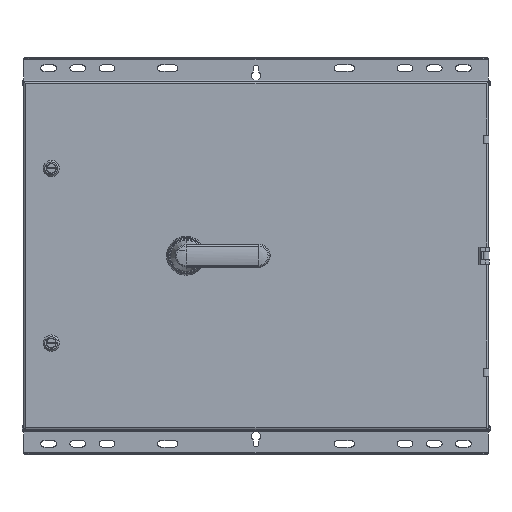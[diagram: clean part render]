
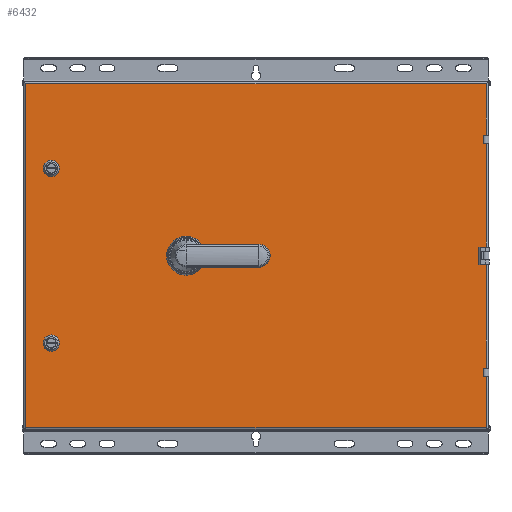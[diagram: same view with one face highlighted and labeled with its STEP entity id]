
A CAD part, top view. The second image highlights one B-rep face of the part: STEP entity #6432.
In plain terms, the highlighted planar face has unit normal (0, 0, 1).
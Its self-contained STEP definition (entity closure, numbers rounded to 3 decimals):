
#85=DIRECTION('',(1.,0.,0.));
#86=VECTOR('',#85,5.62);
#87=CARTESIAN_POINT('',(174.354,42.104,159.5));
#88=LINE('',#87,#86);
#117=DIRECTION('',(0.,1.,0.));
#118=VECTOR('',#117,178.);
#119=CARTESIAN_POINT('',(179.974,-135.896,159.5));
#120=LINE('',#119,#118);
#121=DIRECTION('',(0.,1.,0.));
#122=VECTOR('',#121,178.);
#123=CARTESIAN_POINT('',(179.974,-343.896,159.5));
#124=LINE('',#123,#122);
#125=DIRECTION('',(0.,1.,0.));
#126=VECTOR('',#125,88.62);
#127=CARTESIAN_POINT('',(179.974,-446.516,159.5));
#128=LINE('',#127,#126);
#129=DIRECTION('',(1.,0.,0.));
#130=VECTOR('',#129,791.24);
#131=CARTESIAN_POINT('',(-611.266,-446.516,159.5));
#132=LINE('',#131,#130);
#133=DIRECTION('',(0.,-1.,0.));
#134=VECTOR('',#133,591.24);
#135=CARTESIAN_POINT('',(-611.266,144.724,159.5));
#136=LINE('',#135,#134);
#137=DIRECTION('',(-1.,0.,0.));
#138=VECTOR('',#137,791.24);
#139=CARTESIAN_POINT('',(179.974,144.724,159.5));
#140=LINE('',#139,#138);
#141=DIRECTION('',(0.,1.,0.));
#142=VECTOR('',#141,88.62);
#143=CARTESIAN_POINT('',(179.974,56.104,159.5));
#144=LINE('',#143,#142);
#217=DIRECTION('',(1.,0.,0.));
#218=VECTOR('',#217,5.62);
#219=CARTESIAN_POINT('',(174.354,56.104,159.5));
#220=LINE('',#219,#218);
#425=DIRECTION('',(1.,0.,0.));
#426=VECTOR('',#425,5.62);
#427=CARTESIAN_POINT('',(174.354,-357.896,159.5));
#428=LINE('',#427,#426);
#457=DIRECTION('',(0.,-1.,0.));
#458=VECTOR('',#457,14.);
#459=CARTESIAN_POINT('',(174.354,-343.896,159.5));
#460=LINE('',#459,#458);
#469=DIRECTION('',(1.,0.,0.));
#470=VECTOR('',#469,5.62);
#471=CARTESIAN_POINT('',(174.354,-343.896,159.5));
#472=LINE('',#471,#470);
#527=DIRECTION('',(1.,0.,0.));
#528=VECTOR('',#527,12.82);
#529=CARTESIAN_POINT('',(167.154,-165.896,159.5));
#530=LINE('',#529,#528);
#561=DIRECTION('',(0.,1.,0.));
#562=VECTOR('',#561,30.);
#563=CARTESIAN_POINT('',(167.154,-165.896,159.5));
#564=LINE('',#563,#562);
#586=DIRECTION('',(1.,0.,0.));
#587=VECTOR('',#586,12.82);
#588=CARTESIAN_POINT('',(167.154,-135.896,159.5));
#589=LINE('',#588,#587);
#1331=DIRECTION('',(0.,-1.,0.));
#1332=VECTOR('',#1331,14.);
#1333=CARTESIAN_POINT('',(174.354,56.104,159.5));
#1334=LINE('',#1333,#1332);
#3801=CARTESIAN_POINT('',(-567.146,-0.896,
159.5));
#3802=DIRECTION('',(0.,0.,1.));
#3803=DIRECTION('',(0.,-1.,0.));
#3804=AXIS2_PLACEMENT_3D('',#3801,#3802,#3803);
#3810=CARTESIAN_POINT('',(-567.146,-0.896,
159.5));
#3811=DIRECTION('',(0.,0.,1.));
#3812=DIRECTION('',(0.,1.,0.));
#3813=AXIS2_PLACEMENT_3D('',#3810,#3811,#3812);
#3927=CARTESIAN_POINT('',(-567.146,-300.896,
159.5));
#3928=DIRECTION('',(0.,0.,1.));
#3929=DIRECTION('',(0.,-1.,0.));
#3930=AXIS2_PLACEMENT_3D('',#3927,#3928,#3929);
#3936=CARTESIAN_POINT('',(-567.146,-300.896,
159.5));
#3937=DIRECTION('',(0.,0.,1.));
#3938=DIRECTION('',(0.,1.,0.));
#3939=AXIS2_PLACEMENT_3D('',#3936,#3937,#3938);
#4053=CARTESIAN_POINT('',(-335.646,-150.898,
159.5));
#4054=DIRECTION('',(0.,0.,1.));
#4055=DIRECTION('',(0.,-1.,0.));
#4056=AXIS2_PLACEMENT_3D('',#4053,#4054,#4055);
#4062=CARTESIAN_POINT('',(-335.646,-150.898,
159.5));
#4063=DIRECTION('',(0.,0.,1.));
#4064=DIRECTION('',(0.,1.,0.));
#4065=AXIS2_PLACEMENT_3D('',#4062,#4063,#4064);
#5968=CARTESIAN_POINT('',(-611.266,-446.516,
159.5));
#5969=CARTESIAN_POINT('',(179.974,-446.516,159.5));
#5970=VERTEX_POINT('',#5968);
#5971=VERTEX_POINT('',#5969);
#5980=CARTESIAN_POINT('',(179.974,144.724,159.5));
#5981=CARTESIAN_POINT('',(-611.266,144.724,159.5));
#5982=VERTEX_POINT('',#5980);
#5983=VERTEX_POINT('',#5981);
#6064=CARTESIAN_POINT('',(174.354,42.104,159.5));
#6065=CARTESIAN_POINT('',(179.974,42.104,159.5));
#6066=VERTEX_POINT('',#6064);
#6067=VERTEX_POINT('',#6065);
#6076=CARTESIAN_POINT('',(174.354,56.104,159.5));
#6077=VERTEX_POINT('',#6076);
#6080=CARTESIAN_POINT('',(179.974,56.104,159.5));
#6081=VERTEX_POINT('',#6080);
#6128=CARTESIAN_POINT('',(167.154,-135.896,159.5));
#6129=CARTESIAN_POINT('',(179.974,-135.896,159.5));
#6130=VERTEX_POINT('',#6128);
#6131=VERTEX_POINT('',#6129);
#6132=CARTESIAN_POINT('',(167.154,-165.896,159.5));
#6133=VERTEX_POINT('',#6132);
#6134=CARTESIAN_POINT('',(179.974,-165.896,159.5));
#6135=VERTEX_POINT('',#6134);
#6148=CARTESIAN_POINT('',(174.354,-357.896,159.5));
#6149=CARTESIAN_POINT('',(179.974,-357.896,159.5));
#6150=VERTEX_POINT('',#6148);
#6151=VERTEX_POINT('',#6149);
#6160=CARTESIAN_POINT('',(174.354,-343.896,159.5));
#6161=VERTEX_POINT('',#6160);
#6164=CARTESIAN_POINT('',(179.974,-343.896,159.5));
#6165=VERTEX_POINT('',#6164);
#6172=CARTESIAN_POINT('',(-567.146,-14.958,
159.5));
#6173=CARTESIAN_POINT('',(-567.146,13.167,159.5));
#6174=VERTEX_POINT('',#6172);
#6175=VERTEX_POINT('',#6173);
#6176=CARTESIAN_POINT('',(-567.146,-314.958,
159.5));
#6177=CARTESIAN_POINT('',(-567.146,-286.833,
159.5));
#6178=VERTEX_POINT('',#6176);
#6179=VERTEX_POINT('',#6177);
#6196=CARTESIAN_POINT('',(-335.646,-184.212,
159.5));
#6197=CARTESIAN_POINT('',(-335.646,-117.584,
159.5));
#6198=VERTEX_POINT('',#6196);
#6199=VERTEX_POINT('',#6197);
#6376=CARTESIAN_POINT('',(-215.646,-150.896,
159.5));
#6377=DIRECTION('',(0.,0.,1.));
#6378=DIRECTION('',(1.,0.,0.));
#6379=AXIS2_PLACEMENT_3D('',#6376,#6377,#6378);
#6380=PLANE('',#6379);
#6381=ORIENTED_EDGE('',*,*,#6345,.T.);
#6383=ORIENTED_EDGE('',*,*,#6382,.F.);
#6385=ORIENTED_EDGE('',*,*,#6384,.F.);
#6387=ORIENTED_EDGE('',*,*,#6386,.F.);
#6389=ORIENTED_EDGE('',*,*,#6388,.T.);
#6391=ORIENTED_EDGE('',*,*,#6390,.F.);
#6393=ORIENTED_EDGE('',*,*,#6392,.F.);
#6395=ORIENTED_EDGE('',*,*,#6394,.T.);
#6397=ORIENTED_EDGE('',*,*,#6396,.T.);
#6399=ORIENTED_EDGE('',*,*,#6398,.F.);
#6401=ORIENTED_EDGE('',*,*,#6400,.F.);
#6403=ORIENTED_EDGE('',*,*,#6402,.F.);
#6405=ORIENTED_EDGE('',*,*,#6404,.F.);
#6407=ORIENTED_EDGE('',*,*,#6406,.F.);
#6409=ORIENTED_EDGE('',*,*,#6408,.F.);
#6411=ORIENTED_EDGE('',*,*,#6410,.T.);
#6412=EDGE_LOOP('',(#6381,#6383,#6385,#6387,#6389,#6391,#6393,#6395,#6397,#6399,
#6401,#6403,#6405,#6407,#6409,#6411));
#6413=FACE_OUTER_BOUND('',#6412,.F.);
#6415=ORIENTED_EDGE('',*,*,#6414,.T.);
#6417=ORIENTED_EDGE('',*,*,#6416,.T.);
#6418=EDGE_LOOP('',(#6415,#6417));
#6419=FACE_BOUND('',#6418,.F.);
#6421=ORIENTED_EDGE('',*,*,#6420,.T.);
#6423=ORIENTED_EDGE('',*,*,#6422,.T.);
#6424=EDGE_LOOP('',(#6421,#6423));
#6425=FACE_BOUND('',#6424,.F.);
#6427=ORIENTED_EDGE('',*,*,#6426,.T.);
#6429=ORIENTED_EDGE('',*,*,#6428,.T.);
#6430=EDGE_LOOP('',(#6427,#6429));
#6431=FACE_BOUND('',#6430,.F.);
#6432=ADVANCED_FACE('',(#6413,#6419,#6425,#6431),#6380,.T.);
#3805=CIRCLE('',#3804,14.063);
#3814=CIRCLE('',#3813,14.063);
#3931=CIRCLE('',#3930,14.063);
#3940=CIRCLE('',#3939,14.063);
#4057=CIRCLE('',#4056,33.314);
#4066=CIRCLE('',#4065,33.314);
#6345=EDGE_CURVE('',#6066,#6067,#88,.T.);
#6382=EDGE_CURVE('',#6131,#6067,#120,.T.);
#6384=EDGE_CURVE('',#6130,#6131,#589,.T.);
#6386=EDGE_CURVE('',#6133,#6130,#564,.T.);
#6388=EDGE_CURVE('',#6133,#6135,#530,.T.);
#6390=EDGE_CURVE('',#6165,#6135,#124,.T.);
#6392=EDGE_CURVE('',#6161,#6165,#472,.T.);
#6394=EDGE_CURVE('',#6161,#6150,#460,.T.);
#6396=EDGE_CURVE('',#6150,#6151,#428,.T.);
#6398=EDGE_CURVE('',#5971,#6151,#128,.T.);
#6400=EDGE_CURVE('',#5970,#5971,#132,.T.);
#6402=EDGE_CURVE('',#5983,#5970,#136,.T.);
#6404=EDGE_CURVE('',#5982,#5983,#140,.T.);
#6406=EDGE_CURVE('',#6081,#5982,#144,.T.);
#6408=EDGE_CURVE('',#6077,#6081,#220,.T.);
#6410=EDGE_CURVE('',#6077,#6066,#1334,.T.);
#6414=EDGE_CURVE('',#6174,#6175,#3805,.T.);
#6416=EDGE_CURVE('',#6175,#6174,#3814,.T.);
#6420=EDGE_CURVE('',#6178,#6179,#3931,.T.);
#6422=EDGE_CURVE('',#6179,#6178,#3940,.T.);
#6426=EDGE_CURVE('',#6198,#6199,#4057,.T.);
#6428=EDGE_CURVE('',#6199,#6198,#4066,.T.);
